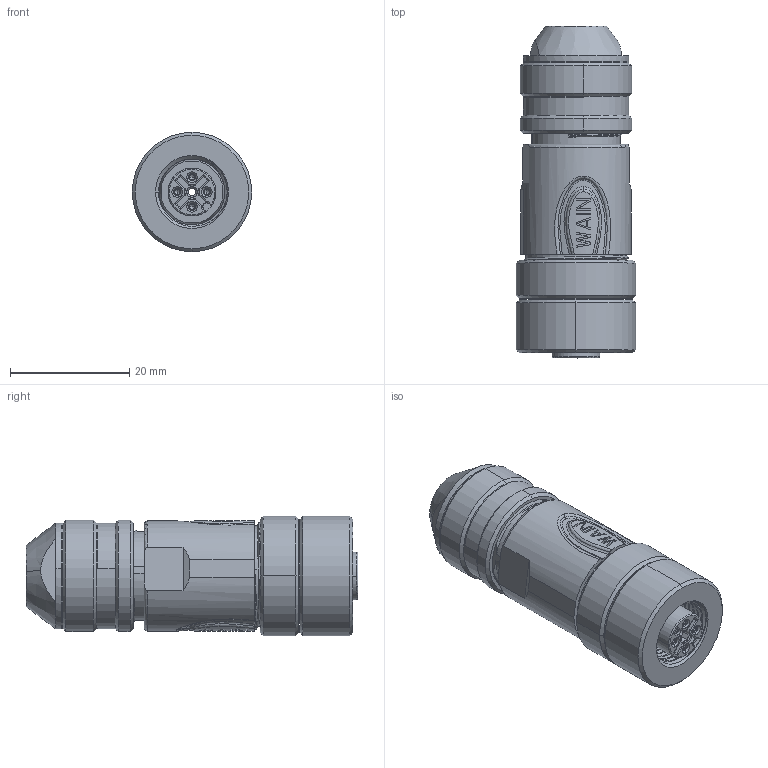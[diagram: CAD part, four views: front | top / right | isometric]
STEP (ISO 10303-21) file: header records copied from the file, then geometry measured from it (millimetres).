
FILE_DESCRIPTION((''),'2;1');
FILE_NAME('PRT0004','2017-07-21T',('y.wang'),(''),'PRO/ENGINEER BY PARAMETRIC TECHNOLOGY CORPORATION, 2012480','PRO/ENGINEER BY PARAMETRIC TECHNOLOGY CORPORATION, 2012480','');
FILE_SCHEMA(('CONFIG_CONTROL_DESIGN'));
Products named in the file (1): PRT0004
Bounding box: 20.06 x 55.78 x 20.06 mm (x, y, z)
Volume: 8570.9 mm3; surface area: 11438.1 mm2
Topology: 1 solids, 1 shells, 1006 faces, 2998 edges, 1983 vertices
Faces by surface type: plane 353, cylinder 269, bspline 147, cone 146, extrusion 49, torus 40, sphere 2
Entity records: 55192 total; most frequent: CARTESIAN_POINT 30340, ORIENTED_EDGE 5976, DIRECTION 4096, EDGE_CURVE 2988, VERTEX_POINT 1983, AXIS2_PLACEMENT_3D 1520, B_SPLINE_CURVE_WITH_KNOTS 1320, EDGE_LOOP 1077
